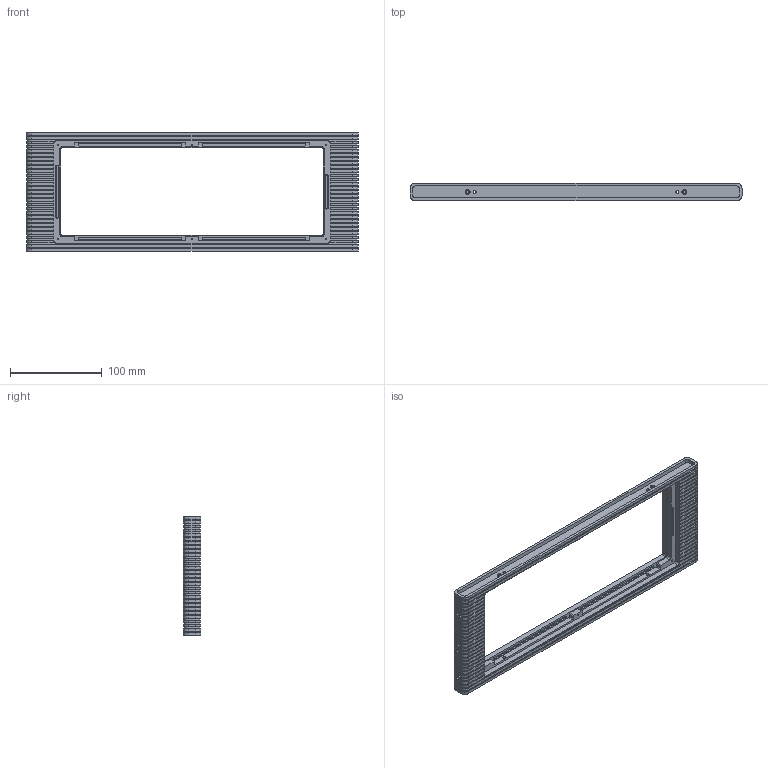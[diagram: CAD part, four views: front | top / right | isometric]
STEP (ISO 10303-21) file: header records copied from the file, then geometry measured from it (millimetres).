
FILE_DESCRIPTION(/* description */ ('STEP AP214'),/* implementation_level */ '2;1');
FILE_NAME(/* name */ '2021-01-003.stp',/* time_stamp */ '2021-06-02T09:07:59-06:00',/* author */ ('carso'),/* organization */ (''),/* preprocessor_version */ 'ST-DEVELOPER v18',/* originating_system */ 'Autodesk Inventor 2020',/* authorisation */ '');
FILE_SCHEMA (('AUTOMOTIVE_DESIGN { 1 0 10303 214 3 1 1 }'));
Length unit declared in the file: millimetre
Products named in the file (1): 2021-01-003
Bounding box: 361.95 x 19.05 x 129 mm (x, y, z)
Volume: 247639.9 mm3; surface area: 93173 mm2
Topology: 1 solids, 1 shells, 813 faces, 2378 edges, 1590 vertices
Faces by surface type: plane 457, cylinder 346, cone 10
Full cylindrical faces by diameter (mm): 1.567 x6, 3 x8, 5.2 x4
Entity records: 27152 total; most frequent: CARTESIAN_POINT 4776, ORIENTED_EDGE 4744, DIRECTION 4728, EDGE_CURVE 2372, LINE 1644, VECTOR 1644, VERTEX_POINT 1590, AXIS2_PLACEMENT_3D 1542
